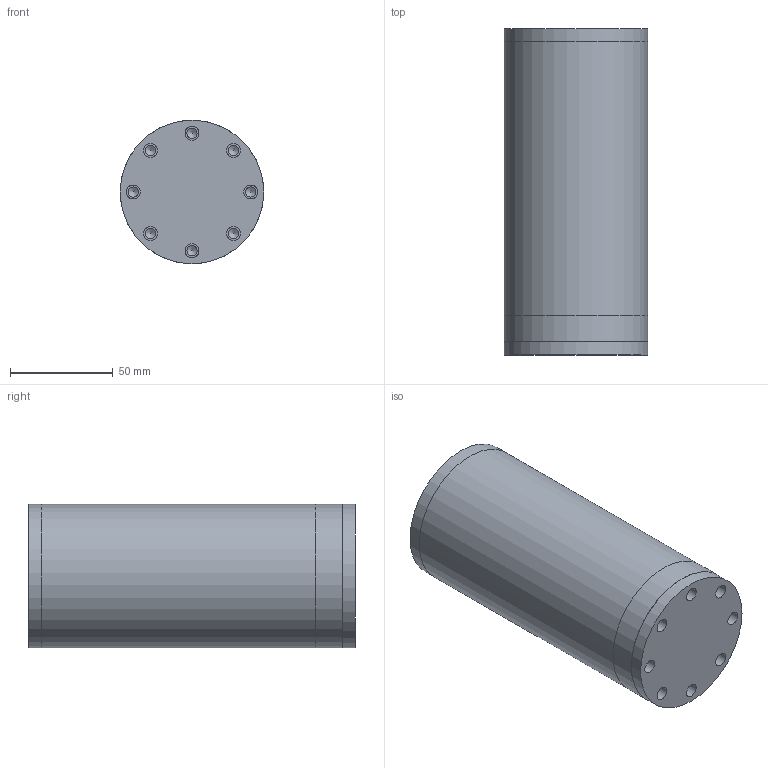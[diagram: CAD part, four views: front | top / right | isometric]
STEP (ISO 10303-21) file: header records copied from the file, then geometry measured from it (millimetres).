
FILE_DESCRIPTION(/* description */ (''),/* implementation_level */ '2;1');
FILE_NAME(/* name */ 'Round Lead Mold Assembly.stp',/* time_stamp */ '2024-02-17T16:22:32-05:00',/* author */ ('Weiyue Zhou'),/* organization */ (''),/* preprocessor_version */ 'ST-DEVELOPER v20',/* originating_system */ 'Autodesk Inventor 2024',/* authorisation */ '');
FILE_SCHEMA (('AUTOMOTIVE_DESIGN { 1 0 10303 214 3 1 1 }'));
Length unit declared in the file: inch
Products named in the file (5): Round Lead Mold Assembly; Round Bot Plate; Mold Assembly; Round Top Cover; Round Mid Plate
Assembly tree (4 placements, depth 2):
  Round Lead Mold Assembly
    Round Bot Plate
    Mold Assembly
    Round Top Cover
    Round Mid Plate
Bounding box: 69.85 x 158.75 x 69.85 mm (x, y, z)
Volume: 381989.7 mm3; surface area: 92692.7 mm2
Topology: 4 solids, 4 shells, 88 faces, 221 edges, 142 vertices
Faces by surface type: cylinder 63, cone 16, plane 9
Full cylindrical faces by diameter (mm): 4.978 x16, 6.35 x9, 6.756 x24, 12.954 x9, 44.45 x1, 69.85 x4
Entity records: 2956 total; most frequent: DIRECTION 525, CARTESIAN_POINT 444, ORIENTED_EDGE 410, AXIS2_PLACEMENT_3D 223, EDGE_CURVE 205, EDGE_LOOP 189, VERTEX_POINT 142, CIRCLE 126
